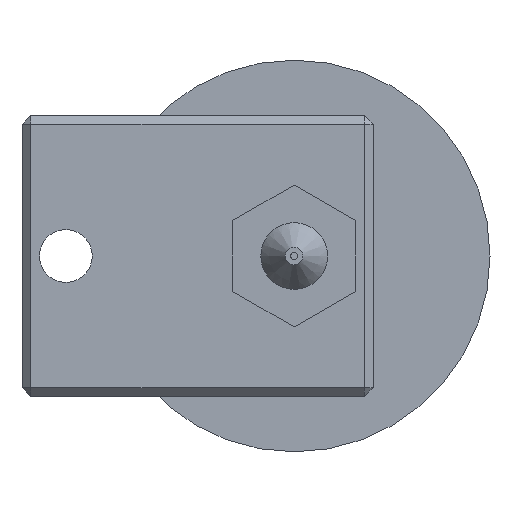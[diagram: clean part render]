
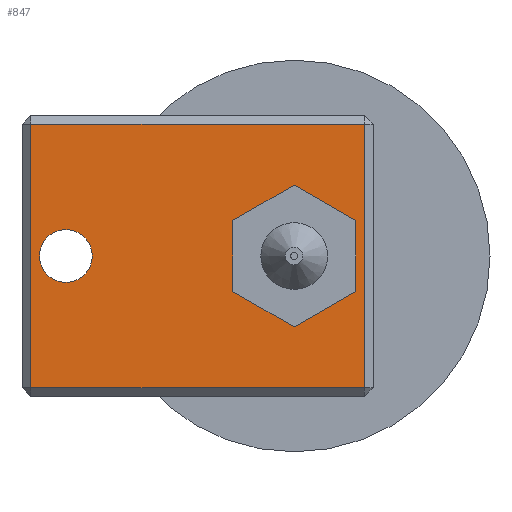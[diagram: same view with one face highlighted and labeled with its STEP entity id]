
A CAD part, front view. The second image highlights one B-rep face of the part: STEP entity #847.
In plain terms, the highlighted planar face has unit normal (0, -1, 0).
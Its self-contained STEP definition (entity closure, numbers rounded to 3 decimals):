
#171=CARTESIAN_POINT('',(4.0,-34.95,-7.5));
#172=VERTEX_POINT('',#171);
#279=CARTESIAN_POINT('',(-15.,-34.95,-7.5));
#280=VERTEX_POINT('',#279);
#348=CARTESIAN_POINT('',(4.0,-34.95,-7.5));
#349=DIRECTION('',(-1.0,0.0,0.0));
#350=VECTOR('',#349,19.0);
#351=LINE('',#348,#350);
#352=EDGE_CURVE('',#172,#280,#351,.T.);
#364=CARTESIAN_POINT('',(4.0,-34.95,7.5));
#365=VERTEX_POINT('',#364);
#418=CARTESIAN_POINT('',(-15.,-34.95,7.5));
#419=VERTEX_POINT('',#418);
#487=CARTESIAN_POINT('',(-15.0,-34.95,-7.5));
#488=DIRECTION('',(0.0,0.0,1.0));
#489=VECTOR('',#488,15.);
#490=LINE('',#487,#489);
#491=EDGE_CURVE('',#280,#419,#490,.T.);
#509=CARTESIAN_POINT('',(-15.,-34.95,7.5));
#510=DIRECTION('',(1.0,0.0,0.0));
#511=VECTOR('',#510,19.);
#512=LINE('',#509,#511);
#513=EDGE_CURVE('',#419,#365,#512,.T.);
#531=CARTESIAN_POINT('',(4.,-34.95,7.5));
#532=DIRECTION('',(0.0,0.0,-1.0));
#533=VECTOR('',#532,15.0);
#534=LINE('',#531,#533);
#535=EDGE_CURVE('',#365,#172,#534,.T.);
#814=CARTESIAN_POINT('',(-5.5,-34.95,0.));
#815=DIRECTION('',(0.0,1.0,0.0));
#816=DIRECTION('',(0.0,0.0,1.0));
#817=AXIS2_PLACEMENT_3D('',#814,#815,#816);
#818=PLANE('',#817);
#819=ORIENTED_EDGE('',*,*,#352,.F.);
#820=ORIENTED_EDGE('',*,*,#535,.F.);
#821=ORIENTED_EDGE('',*,*,#513,.F.);
#822=ORIENTED_EDGE('',*,*,#491,.F.);
#823=EDGE_LOOP('',(#819,#820,#821,#822));
#824=FACE_OUTER_BOUND('',#823,.T.);
#825=CARTESIAN_POINT('',(-11.5,-34.95,0.));
#826=VERTEX_POINT('',#825);
#827=CARTESIAN_POINT('',(-13.0,-34.95,0.));
#828=DIRECTION('',(0.0,1.0,0.0));
#829=DIRECTION('',(-1.0,0.0,0.0));
#830=AXIS2_PLACEMENT_3D('',#827,#828,#829);
#831=CIRCLE('',#830,1.5);
#832=EDGE_CURVE('',#826,#826,#831,.T.);
#833=ORIENTED_EDGE('',*,*,#832,.T.);
#834=EDGE_LOOP('',(#833));
#835=FACE_BOUND('',#834,.T.);
#836=CARTESIAN_POINT('',(2.5,-34.95,0.));
#837=VERTEX_POINT('',#836);
#838=CARTESIAN_POINT('',(0.,-34.95,0.));
#839=DIRECTION('',(0.0,1.0,0.0));
#840=DIRECTION('',(-1.0,0.0,0.0));
#841=AXIS2_PLACEMENT_3D('',#838,#839,#840);
#842=CIRCLE('',#841,2.5);
#843=EDGE_CURVE('',#837,#837,#842,.T.);
#844=ORIENTED_EDGE('',*,*,#843,.T.);
#845=EDGE_LOOP('',(#844));
#846=FACE_BOUND('',#845,.T.);
#847=ADVANCED_FACE('',(#824,#835,#846),#818,.F.);
